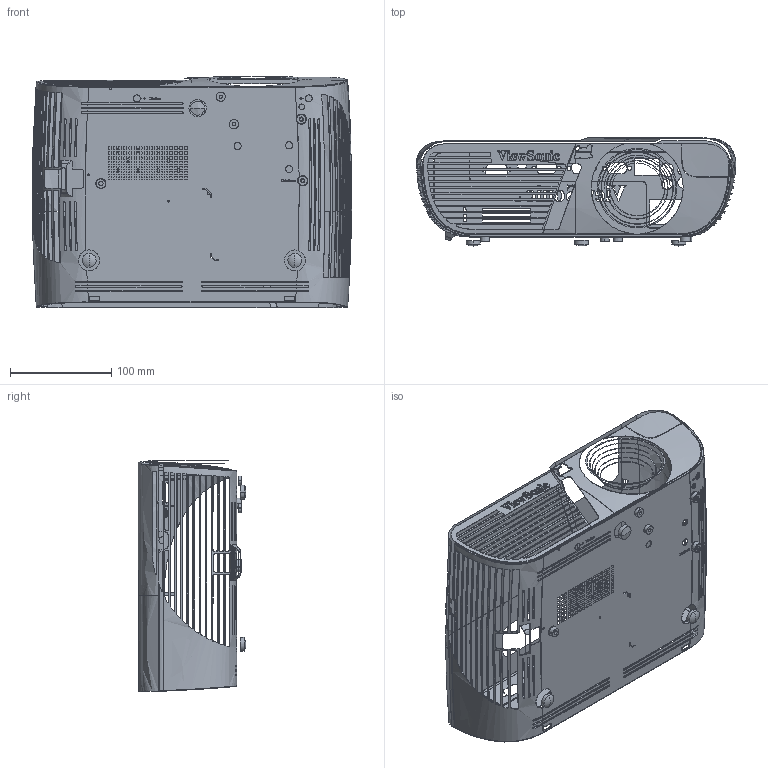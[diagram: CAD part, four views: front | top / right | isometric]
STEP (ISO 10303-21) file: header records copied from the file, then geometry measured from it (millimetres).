
FILE_DESCRIPTION((''),'2;1');
FILE_NAME('SINGLE','2020-05-12T',('ChenPet'),(''),'PRO/ENGINEER BY PARAMETRIC TECHNOLOGY CORPORATION, 2009440','PRO/ENGINEER BY PARAMETRIC TECHNOLOGY CORPORATION, 2009440','');
FILE_SCHEMA(('CONFIG_CONTROL_DESIGN'));
Products named in the file (1): SINGLE
Bounding box: 315.71 x 106.7 x 228.75 mm (x, y, z)
Surface area: 282612.6 mm2 (no closed solid volume)
Topology: 0 solids, 41 shells, 2896 faces, 8589 edges, 5749 vertices
Faces by surface type: bspline 1250, plane 1085, cylinder 549, torus 8, sphere 4
Entity records: 155710 total; most frequent: CARTESIAN_POINT 87975, ORIENTED_EDGE 16980, EDGE_CURVE 8583, DIRECTION 8526, VERTEX_POINT 5749, VECTOR 4726, LINE 4726, B_SPLINE_CURVE_WITH_KNOTS 3603
